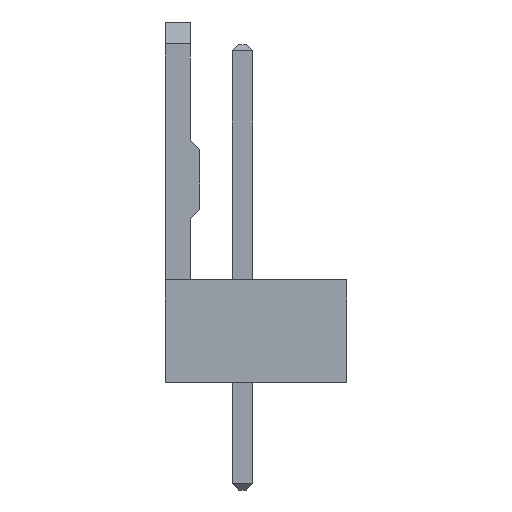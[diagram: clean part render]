
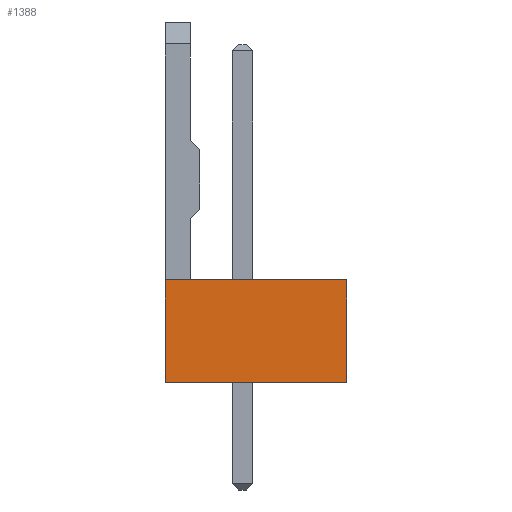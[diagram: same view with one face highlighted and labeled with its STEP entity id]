
A CAD part, left-side view. The second image highlights one B-rep face of the part: STEP entity #1388.
In plain terms, the highlighted planar face has unit normal (-1, 0, 0).
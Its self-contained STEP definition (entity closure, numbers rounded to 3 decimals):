
#5 = DIRECTION ( 'NONE',  ( 0., 0., 1. ) ) ;
#81 = CARTESIAN_POINT ( 'NONE',  ( 0., 5.79, -11.5 ) ) ;
#121 = CARTESIAN_POINT ( 'NONE',  ( 0., 3.86, -8.22 ) ) ;
#160 = DIRECTION ( 'NONE',  ( -1., 0., 0. ) ) ;
#207 = EDGE_CURVE ( 'NONE', #603, #1796, #1335, .T. ) ;
#257 = ORIENTED_EDGE ( 'NONE', *, *, #948, .F. ) ;
#265 = AXIS2_PLACEMENT_3D ( 'NONE', #283, #160, #5 ) ;
#283 = CARTESIAN_POINT ( 'NONE',  ( 0., 5.79, -8.22 ) ) ;
#363 = CARTESIAN_POINT ( 'NONE',  ( 0., 0., -11.5 ) ) ;
#384 = CARTESIAN_POINT ( 'NONE',  ( 0., 3.86, -11.5 ) ) ;
#386 = CARTESIAN_POINT ( 'NONE',  ( 0., 0., -8.22 ) ) ;
#485 = EDGE_LOOP ( 'NONE', ( #257, #1406, #1516, #1876 ) ) ;
#487 = EDGE_CURVE ( 'NONE', #603, #580, #1337, .T. ) ;
#496 = CARTESIAN_POINT ( 'NONE',  ( 0., 0., -11.5 ) ) ;
#508 = CARTESIAN_POINT ( 'NONE',  ( 0., 0., -9.313 ) ) ;
#515 = CARTESIAN_POINT ( 'NONE',  ( 0., 5.79, -10.407 ) ) ;
#529 = CARTESIAN_POINT ( 'NONE',  ( 0., 0., -8.22 ) ) ;
#580 = VERTEX_POINT ( 'NONE', #363 ) ;
#603 = VERTEX_POINT ( 'NONE', #1270 ) ;
#652 = CARTESIAN_POINT ( 'NONE',  ( 0., 1.93, -11.5 ) ) ;
#805 = CARTESIAN_POINT ( 'NONE',  ( 0., 0., -10.407 ) ) ;
#917 = CARTESIAN_POINT ( 'NONE',  ( 0., 5.79, -9.313 ) ) ;
#943 = CARTESIAN_POINT ( 'NONE',  ( 0., 5.79, -8.22 ) ) ;
#948 = EDGE_CURVE ( 'NONE', #1860, #580, #1787, .T. ) ;
#1100 = CARTESIAN_POINT ( 'NONE',  ( 0., 5.79, -11.5 ) ) ;
#1126 = CARTESIAN_POINT ( 'NONE',  ( 0., 0., -11.5 ) ) ;
#1270 = CARTESIAN_POINT ( 'NONE',  ( 0., 5.79, -11.5 ) ) ;
#1335 = B_SPLINE_CURVE_WITH_KNOTS ( 'NONE', 3,
 ( #1100, #515, #917, #1514 ),
 .UNSPECIFIED., .F., .F.,
 ( 4, 4 ),
 ( 0., 1. ),
 .UNSPECIFIED. ) ;
#1337 = B_SPLINE_CURVE_WITH_KNOTS ( 'NONE', 3,
 ( #81, #384, #652, #1126 ),
 .UNSPECIFIED., .F., .F.,
 ( 4, 4 ),
 ( 0., 1. ),
 .UNSPECIFIED. ) ;
#1388 = ADVANCED_FACE ( 'NONE', ( #1501 ), #1621, .T. ) ;
#1406 = ORIENTED_EDGE ( 'NONE', *, *, #1579, .F. ) ;
#1501 = FACE_OUTER_BOUND ( 'NONE', #485, .T. ) ;
#1514 = CARTESIAN_POINT ( 'NONE',  ( 0., 5.79, -8.22 ) ) ;
#1516 = ORIENTED_EDGE ( 'NONE', *, *, #207, .F. ) ;
#1579 = EDGE_CURVE ( 'NONE', #1796, #1860, #1900, .T. ) ;
#1621 = PLANE ( 'NONE',  #265 ) ;
#1761 = CARTESIAN_POINT ( 'NONE',  ( 0., 1.93, -8.22 ) ) ;
#1787 = B_SPLINE_CURVE_WITH_KNOTS ( 'NONE', 3,
 ( #1839, #508, #805, #496 ),
 .UNSPECIFIED., .F., .F.,
 ( 4, 4 ),
 ( 0., 1. ),
 .UNSPECIFIED. ) ;
#1796 = VERTEX_POINT ( 'NONE', #943 ) ;
#1839 = CARTESIAN_POINT ( 'NONE',  ( 0., 0., -8.22 ) ) ;
#1860 = VERTEX_POINT ( 'NONE', #529 ) ;
#1872 = CARTESIAN_POINT ( 'NONE',  ( 0., 5.79, -8.22 ) ) ;
#1876 = ORIENTED_EDGE ( 'NONE', *, *, #487, .T. ) ;
#1900 = B_SPLINE_CURVE_WITH_KNOTS ( 'NONE', 3,
 ( #1872, #121, #1761, #386 ),
 .UNSPECIFIED., .F., .F.,
 ( 4, 4 ),
 ( 0., 1. ),
 .UNSPECIFIED. ) ;
